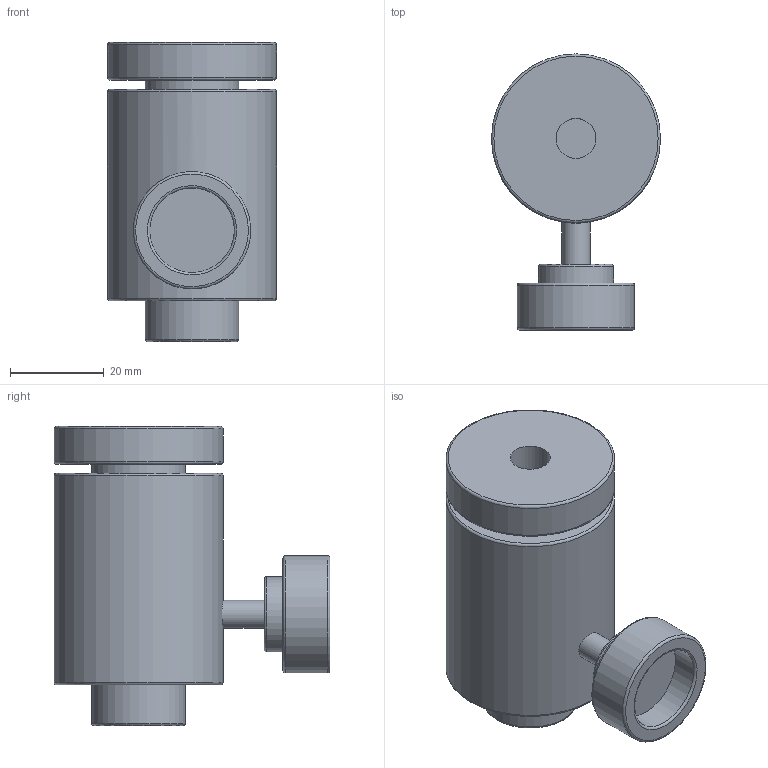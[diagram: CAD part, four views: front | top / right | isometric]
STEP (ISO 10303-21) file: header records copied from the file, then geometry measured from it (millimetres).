
FILE_DESCRIPTION( ( 'Unknown' ), '1' );
FILE_NAME( 'SU18-3655.stp', 'Unknown', ( 'Unknown' ), ( 'Unknown' ), 'XStep 1.0', 'Unknown', ' ' );
FILE_SCHEMA( ( 'CONFIG_CONTROL_DESIGN' ) );
Length unit declared in the file: millimetre
Products named in the file (4): Assem1; 1; 2; 3
Bounding box: 36 x 58.76 x 63.69 mm (x, y, z)
Volume: 111078.5 mm3; surface area: 35687.5 mm2
Topology: 6 solids, 6 shells, 82 faces, 152 edges, 98 vertices
Faces by surface type: plane 28, cylinder 26, torus 24, bspline 2, cone 2
Full cylindrical faces by diameter (mm): 5 x2, 6 x2, 6.647 x2, 8.5 x2, 11.5 x2, 16 x2, 18 x2, 20 x6, 25 x2, 36 x4
Entity records: 1152 total; most frequent: CARTESIAN_POINT 283, DIRECTION 162, AXIS2_PLACEMENT_3D 81, EDGE_LOOP 80, ORIENTED_EDGE 80, FACE_OUTER_BOUND 67, ADVANCED_FACE 41, EDGE_CURVE 40
